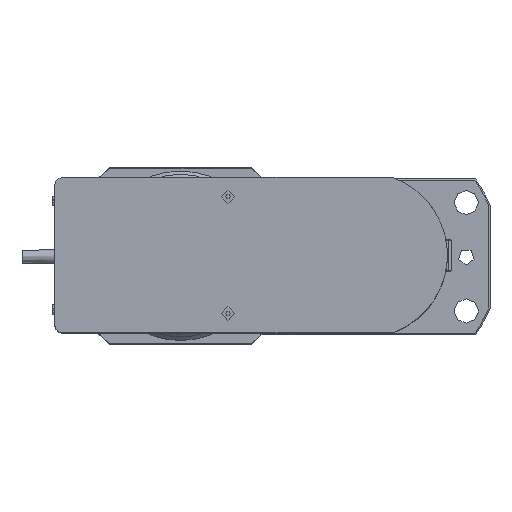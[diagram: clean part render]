
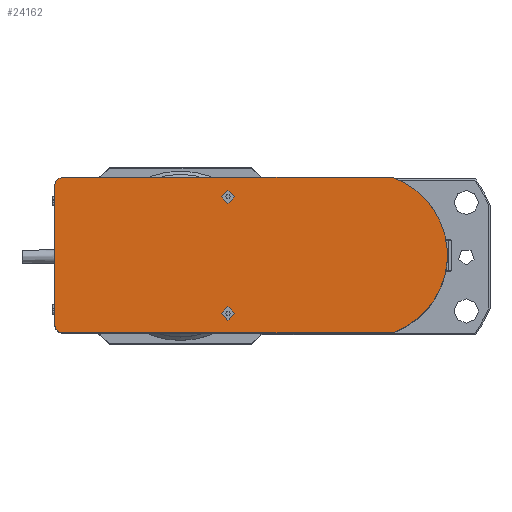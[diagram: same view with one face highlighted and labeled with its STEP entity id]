
A CAD part, top view. The second image highlights one B-rep face of the part: STEP entity #24162.
In plain terms, the highlighted face is planar.
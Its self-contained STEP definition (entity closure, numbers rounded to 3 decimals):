
#815=FACE_BOUND('',#4324,.T.);
#816=FACE_BOUND('',#4325,.T.);
#1067=CIRCLE('',#25191,5.);
#1069=CIRCLE('',#25198,5.);
#1368=CIRCLE('',#25932,6.6);
#1371=CIRCLE('',#25937,6.6);
#1375=CIRCLE('',#25943,61.);
#2762=FACE_OUTER_BOUND('',#4323,.T.);
#4323=EDGE_LOOP('',(#16893,#16894,#16895,#16896,#16897,#16898));
#4324=EDGE_LOOP('',(#16899));
#4325=EDGE_LOOP('',(#16900));
#6088=LINE('',#37589,#8043);
#6092=LINE('',#37603,#8047);
#6096=LINE('',#37615,#8051);
#8043=VECTOR('',#29726,101.8);
#8047=VECTOR('',#29740,242.765);
#8051=VECTOR('',#29756,242.765);
#9502=VERTEX_POINT('',#34509);
#9508=VERTEX_POINT('',#34530);
#10164=VERTEX_POINT('',#37579);
#10165=VERTEX_POINT('',#37581);
#10167=VERTEX_POINT('',#37588);
#10170=VERTEX_POINT('',#37596);
#10172=VERTEX_POINT('',#37602);
#10174=VERTEX_POINT('',#37610);
#11734=EDGE_CURVE('',#9502,#9502,#1067,.T.);
#11744=EDGE_CURVE('',#9508,#9508,#1069,.T.);
#12695=EDGE_CURVE('',#10165,#10164,#1368,.T.);
#12699=EDGE_CURVE('',#10167,#10165,#6088,.T.);
#12703=EDGE_CURVE('',#10170,#10167,#1371,.T.);
#12706=EDGE_CURVE('',#10172,#10170,#6092,.T.);
#12711=EDGE_CURVE('',#10174,#10172,#1375,.T.);
#12714=EDGE_CURVE('',#10164,#10174,#6096,.T.);
#16893=ORIENTED_EDGE('',*,*,#12714,.T.);
#16894=ORIENTED_EDGE('',*,*,#12711,.T.);
#16895=ORIENTED_EDGE('',*,*,#12706,.T.);
#16896=ORIENTED_EDGE('',*,*,#12703,.T.);
#16897=ORIENTED_EDGE('',*,*,#12699,.T.);
#16898=ORIENTED_EDGE('',*,*,#12695,.T.);
#16899=ORIENTED_EDGE('',*,*,#11734,.T.);
#16900=ORIENTED_EDGE('',*,*,#11744,.T.);
#21729=PLANE('',#25945);
#24162=ADVANCED_FACE('',(#2762,#815,#816),#21729,.T.);
#25191=AXIS2_PLACEMENT_3D('',#34510,#27736,#27737);
#25198=AXIS2_PLACEMENT_3D('',#34531,#27758,#27759);
#25932=AXIS2_PLACEMENT_3D('',#37582,#29719,#29720);
#25937=AXIS2_PLACEMENT_3D('',#37597,#29734,#29735);
#25943=AXIS2_PLACEMENT_3D('',#37611,#29750,#29751);
#25945=AXIS2_PLACEMENT_3D('',#37616,#29757,#29758);
#27736=DIRECTION('center_axis',(0.,0.,
1.));
#27737=DIRECTION('ref_axis',(0.,1.,0.));
#27758=DIRECTION('center_axis',(0.,0.,
1.));
#27759=DIRECTION('ref_axis',(0.,1.,0.));
#29719=DIRECTION('center_axis',(0.,0.,
-1.));
#29720=DIRECTION('ref_axis',(0.,1.,0.));
#29726=DIRECTION('',(1.,0.,0.));
#29734=DIRECTION('center_axis',(0.,0.,
-1.));
#29735=DIRECTION('ref_axis',(-1.,0.,0.));
#29740=DIRECTION('',(0.,1.,0.));
#29750=DIRECTION('center_axis',(0.,0.,
-1.));
#29751=DIRECTION('ref_axis',(0.943,-0.334,0.));
#29756=DIRECTION('',(0.,-1.,0.));
#29757=DIRECTION('center_axis',(0.,0.,
-1.));
#29758=DIRECTION('ref_axis',(0.,-1.,0.));
#34509=CARTESIAN_POINT('',(-74.969,-64.169,-728.93));
#34510=CARTESIAN_POINT('Origin',(-79.969,-64.169,-728.93));
#34530=CARTESIAN_POINT('',(11.031,-64.169,-728.93));
#34531=CARTESIAN_POINT('Origin',(6.031,-64.169,-728.93));
#37579=CARTESIAN_POINT('',(20.531,57.231,-728.93));
#37581=CARTESIAN_POINT('',(13.931,63.831,-728.93));
#37582=CARTESIAN_POINT('Origin',(13.931,57.231,-728.93));
#37588=CARTESIAN_POINT('',(-87.869,63.831,-728.93));
#37589=CARTESIAN_POINT('',(-87.869,63.831,-728.93));
#37596=CARTESIAN_POINT('',(-94.469,57.231,-728.93));
#37597=CARTESIAN_POINT('Origin',(-87.869,57.231,-728.93));
#37602=CARTESIAN_POINT('',(-94.469,-185.535,-728.93));
#37603=CARTESIAN_POINT('',(-94.469,-185.535,-728.93));
#37610=CARTESIAN_POINT('',(20.531,-185.535,-728.93));
#37611=CARTESIAN_POINT('Origin',(-36.969,-165.169,-728.93));
#37615=CARTESIAN_POINT('',(20.531,57.231,-728.93));
#37616=CARTESIAN_POINT('Origin',(-36.969,-66.461,-728.93));
